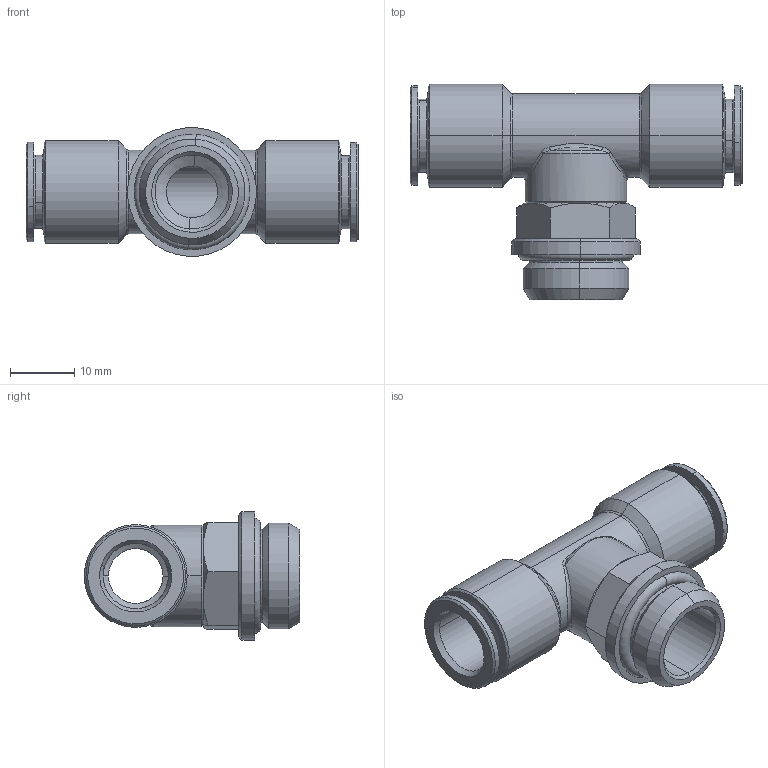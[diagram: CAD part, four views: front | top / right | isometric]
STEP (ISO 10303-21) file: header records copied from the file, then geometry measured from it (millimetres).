
FILE_DESCRIPTION (( 'STEP AP203' ), '1' );
FILE_NAME ('A0110053.STEP', '2009-03-10T09:43:13', ( 'UT1' ), ( '' ), 'SwSTEP 2.0', 'SolidWorks 2009', '' );
FILE_SCHEMA (( 'CONFIG_CONTROL_DESIGN' ));
Length unit declared in the file: millimetre
Products named in the file (1): A0110053
Bounding box: 51.6 x 33.5 x 19.95 mm (x, y, z)
Volume: 7396.1 mm3; surface area: 6457.3 mm2
Topology: 1 solids, 1 shells, 112 faces, 244 edges, 142 vertices
Faces by surface type: cone 48, cylinder 32, plane 16, torus 8, bspline 8
Entity records: 3735 total; most frequent: CARTESIAN_POINT 1205, DIRECTION 550, ORIENTED_EDGE 488, EDGE_CURVE 244, AXIS2_PLACEMENT_3D 233, VERTEX_POINT 142, CIRCLE 128, EDGE_LOOP 124
